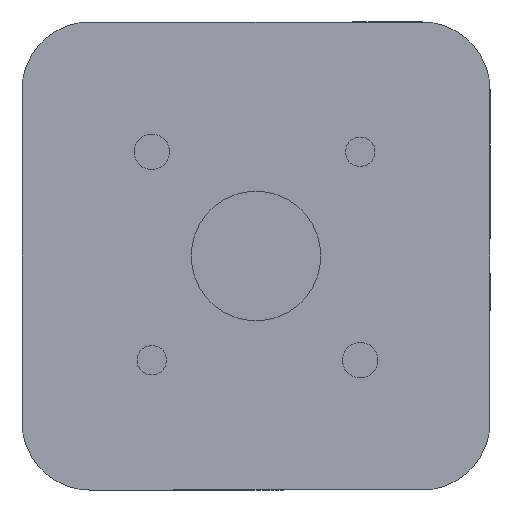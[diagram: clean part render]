
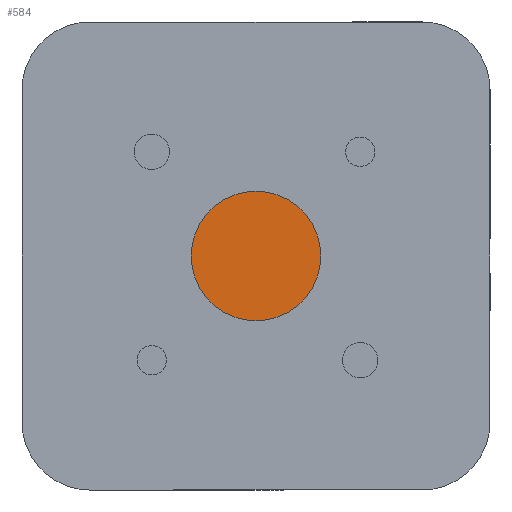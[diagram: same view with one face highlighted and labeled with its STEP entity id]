
A CAD part, left-side view. The second image highlights one B-rep face of the part: STEP entity #584.
In plain terms, the highlighted planar face has unit normal (-1, 0, 0).
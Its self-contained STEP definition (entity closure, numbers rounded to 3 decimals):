
#584 = ADVANCED_FACE ( 'NONE', ( #4116 ), #5448, .F. ) ;
#1382 = EDGE_LOOP ( 'NONE', ( #2245, #2246 ) ) ;
#2245 = ORIENTED_EDGE ( 'NONE', *, *, #9948, .T. ) ;
#2246 = ORIENTED_EDGE ( 'NONE', *, *, #9933, .T. ) ;
#4116 = FACE_OUTER_BOUND ( 'NONE', #1382, .T. ) ;
#5448 = PLANE ( 'NONE',  #10479 ) ;
#5488 = CARTESIAN_POINT ( 'NONE',  ( -19.821, 11., 0. ) ) ;
#5497 = DIRECTION ( 'NONE',  ( 1., 0., 0. ) ) ;
#5498 = DIRECTION ( 'NONE',  ( 0., 0., -1. ) ) ;
#7872 = CIRCLE ( 'NONE', #10700, 11. ) ;
#7894 = CIRCLE ( 'NONE', #10709, 11. ) ;
#8292 = CARTESIAN_POINT ( 'NONE',  ( -19.821, 0., 11. ) ) ;
#8332 = CARTESIAN_POINT ( 'NONE',  ( -19.821, 0., -11. ) ) ;
#8728 = CARTESIAN_POINT ( 'NONE',  ( -19.821, 0., 0. ) ) ;
#8737 = DIRECTION ( 'NONE',  ( -1., 0., 0. ) ) ;
#8738 = DIRECTION ( 'NONE',  ( 0., 0., 1. ) ) ;
#8771 = CARTESIAN_POINT ( 'NONE',  ( -19.821, 0., 0. ) ) ;
#8778 = DIRECTION ( 'NONE',  ( -1., 0., 0. ) ) ;
#8779 = DIRECTION ( 'NONE',  ( 0., 0., 1. ) ) ;
#9452 = VERTEX_POINT ( 'NONE', #8292 ) ;
#9551 = VERTEX_POINT ( 'NONE', #8332 ) ;
#9933 = EDGE_CURVE ( 'NONE', #9551, #9452, #7872, .T. ) ;
#9948 = EDGE_CURVE ( 'NONE', #9452, #9551, #7894, .T. ) ;
#10479 = AXIS2_PLACEMENT_3D ( 'NONE', #5488, #5497, #5498 ) ;
#10700 = AXIS2_PLACEMENT_3D ( 'NONE', #8728, #8737, #8738 ) ;
#10709 = AXIS2_PLACEMENT_3D ( 'NONE', #8771, #8778, #8779 ) ;
